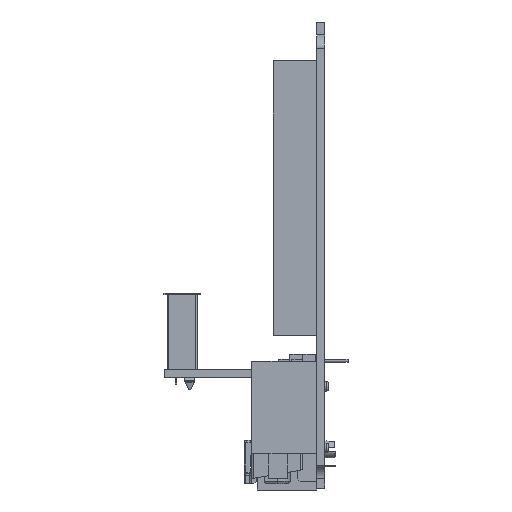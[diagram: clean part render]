
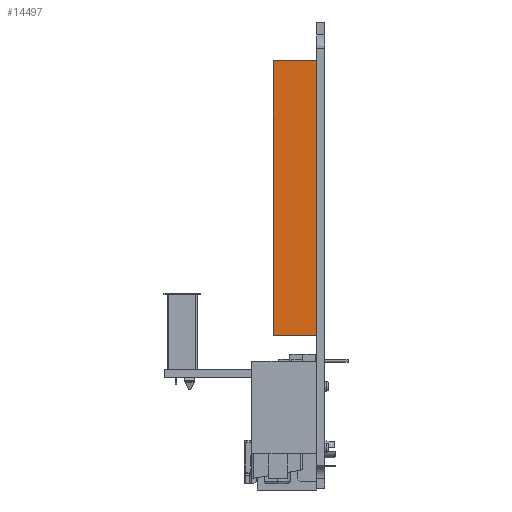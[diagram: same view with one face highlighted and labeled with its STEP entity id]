
A CAD part, left-side view. The second image highlights one B-rep face of the part: STEP entity #14497.
In plain terms, the highlighted face is planar.
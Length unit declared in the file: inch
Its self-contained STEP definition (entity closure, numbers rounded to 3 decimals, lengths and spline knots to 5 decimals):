
#997=PLANE('',#15774);
#1695=FACE_OUTER_BOUND('',#2601,.T.);
#2601=EDGE_LOOP('',(#13405,#13406,#13407,#13408));
#4231=LINE('',#23938,#5871);
#4234=LINE('',#23943,#5874);
#4235=LINE('',#23946,#5875);
#4237=LINE('',#23949,#5877);
#5871=VECTOR('',#19424,2.1197);
#5874=VECTOR('',#19429,0.335);
#5875=VECTOR('',#19432,2.1197);
#5877=VECTOR('',#19436,0.335);
#7525=VERTEX_POINT('',#23935);
#7526=VERTEX_POINT('',#23937);
#7527=VERTEX_POINT('',#23941);
#7528=VERTEX_POINT('',#23945);
#9505=EDGE_CURVE('',#7525,#7526,#4231,.T.);
#9508=EDGE_CURVE('',#7526,#7527,#4234,.T.);
#9509=EDGE_CURVE('',#7527,#7528,#4235,.T.);
#9511=EDGE_CURVE('',#7528,#7525,#4237,.T.);
#13405=ORIENTED_EDGE('',*,*,#9509,.F.);
#13406=ORIENTED_EDGE('',*,*,#9508,.F.);
#13407=ORIENTED_EDGE('',*,*,#9505,.F.);
#13408=ORIENTED_EDGE('',*,*,#9511,.F.);
#14497=ADVANCED_FACE('',(#1695),#997,.F.);
#15774=AXIS2_PLACEMENT_3D('',#23950,#19437,#19438);
#19424=DIRECTION('',(-1.,0.,0.));
#19429=DIRECTION('',(0.,1.,0.));
#19432=DIRECTION('',(1.,0.,0.));
#19436=DIRECTION('',(0.,-1.,0.));
#19437=DIRECTION('center_axis',(0.,0.,-1.));
#19438=DIRECTION('ref_axis',(-1.,0.,0.));
#23935=CARTESIAN_POINT('',(1.05985,0.,0.15));
#23937=CARTESIAN_POINT('',(-1.05985,0.,0.15));
#23938=CARTESIAN_POINT('',(1.05985,0.,0.15));
#23941=CARTESIAN_POINT('',(-1.05985,0.335,0.15));
#23943=CARTESIAN_POINT('',(-1.05985,0.,0.15));
#23945=CARTESIAN_POINT('',(1.05985,0.335,0.15));
#23946=CARTESIAN_POINT('',(-1.05985,0.335,0.15));
#23949=CARTESIAN_POINT('',(1.05985,0.335,0.15));
#23950=CARTESIAN_POINT('Origin',(-1.05985,0.335,0.15));
